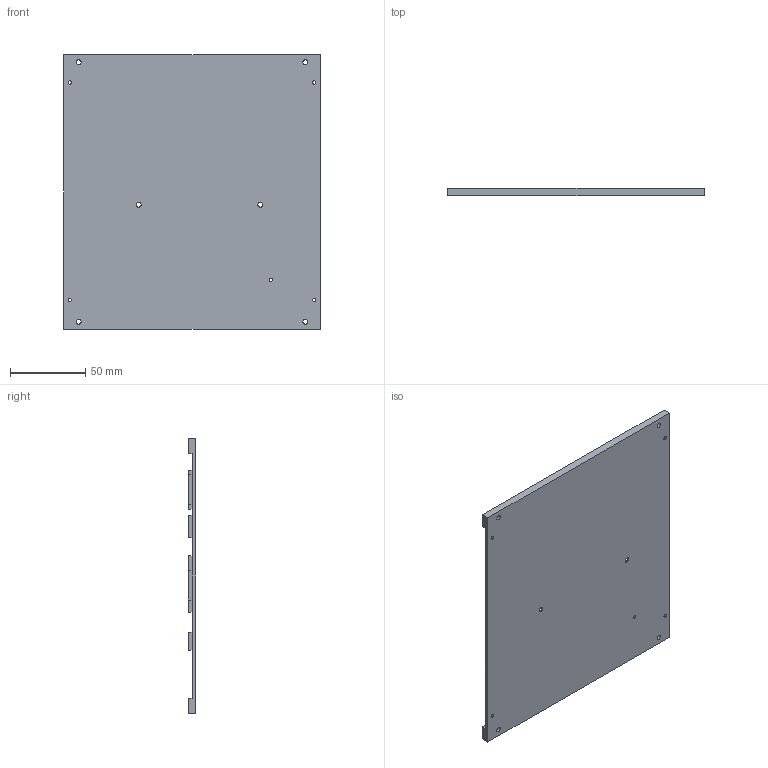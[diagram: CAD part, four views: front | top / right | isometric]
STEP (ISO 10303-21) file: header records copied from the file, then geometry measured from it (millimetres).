
FILE_DESCRIPTION(/* description */ (''),/* implementation_level */ '2;1');
FILE_NAME(/* name */ 'Anvelina Board_coolerplate.stp',/* time_stamp */ '2024-08-03T03:21:12+02:00',/* author */ ('WS'),/* organization */ (''),/* preprocessor_version */ 'ST-DEVELOPER v18.1',/* originating_system */ 'Autodesk Inventor 2021',/* authorisation */ '');
FILE_SCHEMA (('AUTOMOTIVE_DESIGN { 1 0 10303 214 3 1 1 }'));
Length unit declared in the file: millimetre
Products named in the file (1): Anvelina Board_coolerplate
Bounding box: 171 x 5 x 183 mm (x, y, z)
Volume: 92960.8 mm3; surface area: 67816.2 mm2
Topology: 1 solids, 1 shells, 65 faces, 176 edges, 121 vertices
Faces by surface type: plane 52, cylinder 11, cone 2
Full cylindrical faces by diameter (mm): 2.2 x5, 3.2 x6
Entity records: 2140 total; most frequent: CARTESIAN_POINT 363, ORIENTED_EDGE 352, DIRECTION 345, EDGE_CURVE 176, LINE 139, VECTOR 139, VERTEX_POINT 121, AXIS2_PLACEMENT_3D 103
